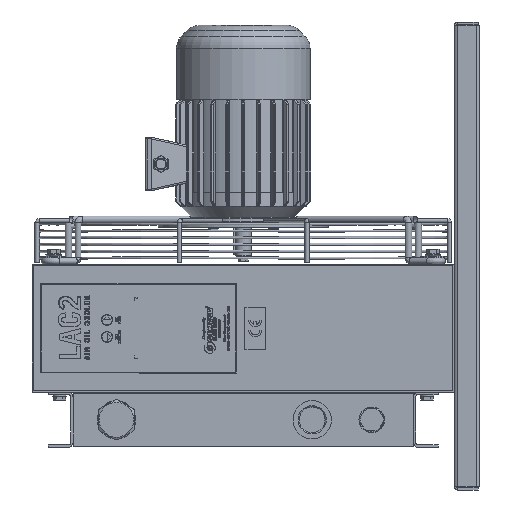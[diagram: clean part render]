
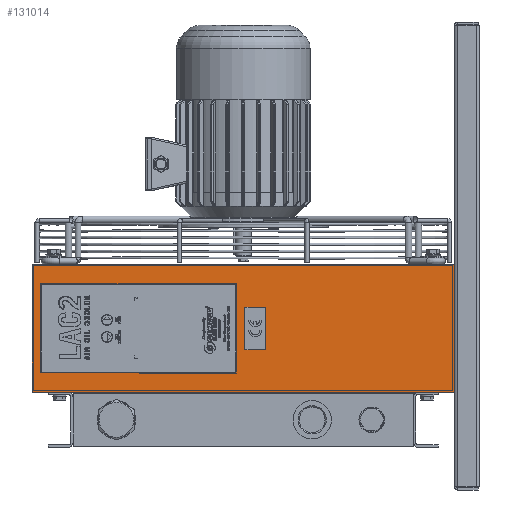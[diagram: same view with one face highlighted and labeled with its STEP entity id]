
A CAD part, left-side view. The second image highlights one B-rep face of the part: STEP entity #131014.
In plain terms, the highlighted planar face has unit normal (-1, 0, 0).
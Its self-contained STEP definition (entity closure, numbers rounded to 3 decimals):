
#72518=CARTESIAN_POINT('',(-248.,8.,52.5));
#72519=VERTEX_POINT('',#72518);
#72526=CARTESIAN_POINT('',(-248.,238.,52.5));
#72527=VERTEX_POINT('',#72526);
#72528=CARTESIAN_POINT('',(-248.,238.,52.5));
#72529=DIRECTION('',(0.0,-1.0,0.0));
#72530=VECTOR('',#72529,230.);
#72531=LINE('',#72528,#72530);
#72532=EDGE_CURVE('',#72527,#72519,#72531,.T.);
#72556=CARTESIAN_POINT('',(-248.,8.,-52.5));
#72557=VERTEX_POINT('',#72556);
#72564=CARTESIAN_POINT('',(-248.,8.,52.5));
#72565=DIRECTION('',(0.0,0.0,-1.0));
#72566=VECTOR('',#72565,105.);
#72567=LINE('',#72564,#72566);
#72568=EDGE_CURVE('',#72519,#72557,#72567,.T.);
#72587=CARTESIAN_POINT('',(-248.,238.,-52.5));
#72588=VERTEX_POINT('',#72587);
#72595=CARTESIAN_POINT('',(-248.,8.,-52.5));
#72596=DIRECTION('',(0.0,1.0,0.0));
#72597=VECTOR('',#72596,230.);
#72598=LINE('',#72595,#72597);
#72599=EDGE_CURVE('',#72557,#72588,#72598,.T.);
#72617=CARTESIAN_POINT('',(-248.,238.,-52.5));
#72618=DIRECTION('',(0.0,0.0,1.0));
#72619=VECTOR('',#72618,105.0);
#72620=LINE('',#72617,#72619);
#72621=EDGE_CURVE('',#72588,#72527,#72620,.T.);
#84119=CARTESIAN_POINT('',(-248.,-26.,25.));
#84120=VERTEX_POINT('',#84119);
#84127=CARTESIAN_POINT('',(-248.,-2.,25.0));
#84128=VERTEX_POINT('',#84127);
#84129=CARTESIAN_POINT('',(-248.,-2.,25.0));
#84130=DIRECTION('',(0.0,-1.0,0.0));
#84131=VECTOR('',#84130,24.0);
#84132=LINE('',#84129,#84131);
#84133=EDGE_CURVE('',#84128,#84120,#84132,.T.);
#84157=CARTESIAN_POINT('',(-248.,-26.,-25.));
#84158=VERTEX_POINT('',#84157);
#84165=CARTESIAN_POINT('',(-248.,-26.,25.));
#84166=DIRECTION('',(0.0,0.0,-1.0));
#84167=VECTOR('',#84166,50.);
#84168=LINE('',#84165,#84167);
#84169=EDGE_CURVE('',#84120,#84158,#84168,.T.);
#84188=CARTESIAN_POINT('',(-248.,-2.,-25.0));
#84189=VERTEX_POINT('',#84188);
#84196=CARTESIAN_POINT('',(-248.,-26.,-25.));
#84197=DIRECTION('',(0.0,1.0,0.0));
#84198=VECTOR('',#84197,24.);
#84199=LINE('',#84196,#84198);
#84200=EDGE_CURVE('',#84158,#84189,#84199,.T.);
#84218=CARTESIAN_POINT('',(-248.,-2.,-25.0));
#84219=DIRECTION('',(0.0,0.0,1.0));
#84220=VECTOR('',#84219,50.0);
#84221=LINE('',#84218,#84220);
#84222=EDGE_CURVE('',#84189,#84128,#84221,.T.);
#127676=CARTESIAN_POINT('',(-248.,-248.0,75.0));
#127677=VERTEX_POINT('',#127676);
#127684=CARTESIAN_POINT('',(-248.,-248.0,-75.0));
#127685=VERTEX_POINT('',#127684);
#127686=CARTESIAN_POINT('',(-248.,-248.0,75.0));
#127687=DIRECTION('',(0.0,0.0,-1.0));
#127688=VECTOR('',#127687,150.0);
#127689=LINE('',#127686,#127688);
#127690=EDGE_CURVE('',#127677,#127685,#127689,.T.);
#128668=CARTESIAN_POINT('',(-248.0,248.0,-75.0));
#128669=VERTEX_POINT('',#128668);
#128670=CARTESIAN_POINT('',(-248.0,248.0,-75.0));
#128671=DIRECTION('',(0.0,-1.0,0.0));
#128672=VECTOR('',#128671,496.0);
#128673=LINE('',#128670,#128672);
#128674=EDGE_CURVE('',#128669,#127685,#128673,.T.);
#130979=CARTESIAN_POINT('',(-248.,-248.0,0.0));
#130980=DIRECTION('',(-1.0,0.0,0.0));
#130981=DIRECTION('',(0.0,0.0,1.0));
#130982=AXIS2_PLACEMENT_3D('',#130979,#130980,#130981);
#130983=PLANE('',#130982);
#130984=CARTESIAN_POINT('',(-248.0,248.0,75.0));
#130985=VERTEX_POINT('',#130984);
#130986=CARTESIAN_POINT('',(-248.,-248.0,75.0));
#130987=DIRECTION('',(0.0,1.0,0.0));
#130988=VECTOR('',#130987,496.0);
#130989=LINE('',#130986,#130988);
#130990=EDGE_CURVE('',#127677,#130985,#130989,.T.);
#130991=ORIENTED_EDGE('',*,*,#130990,.T.);
#130992=CARTESIAN_POINT('',(-248.0,248.0,-75.0));
#130993=DIRECTION('',(0.0,0.0,1.0));
#130994=VECTOR('',#130993,150.0);
#130995=LINE('',#130992,#130994);
#130996=EDGE_CURVE('',#128669,#130985,#130995,.T.);
#130997=ORIENTED_EDGE('',*,*,#130996,.F.);
#130998=ORIENTED_EDGE('',*,*,#128674,.T.);
#130999=ORIENTED_EDGE('',*,*,#127690,.F.);
#131000=EDGE_LOOP('',(#130991,#130997,#130998,#130999));
#131001=FACE_OUTER_BOUND('',#131000,.T.);
#131002=ORIENTED_EDGE('',*,*,#72532,.T.);
#131003=ORIENTED_EDGE('',*,*,#72568,.T.);
#131004=ORIENTED_EDGE('',*,*,#72599,.T.);
#131005=ORIENTED_EDGE('',*,*,#72621,.T.);
#131006=EDGE_LOOP('',(#131002,#131003,#131004,#131005));
#131007=FACE_BOUND('',#131006,.T.);
#131008=ORIENTED_EDGE('',*,*,#84133,.T.);
#131009=ORIENTED_EDGE('',*,*,#84169,.T.);
#131010=ORIENTED_EDGE('',*,*,#84200,.T.);
#131011=ORIENTED_EDGE('',*,*,#84222,.T.);
#131012=EDGE_LOOP('',(#131008,#131009,#131010,#131011));
#131013=FACE_BOUND('',#131012,.T.);
#131014=ADVANCED_FACE('',(#131001,#131007,#131013),#130983,.T.);
